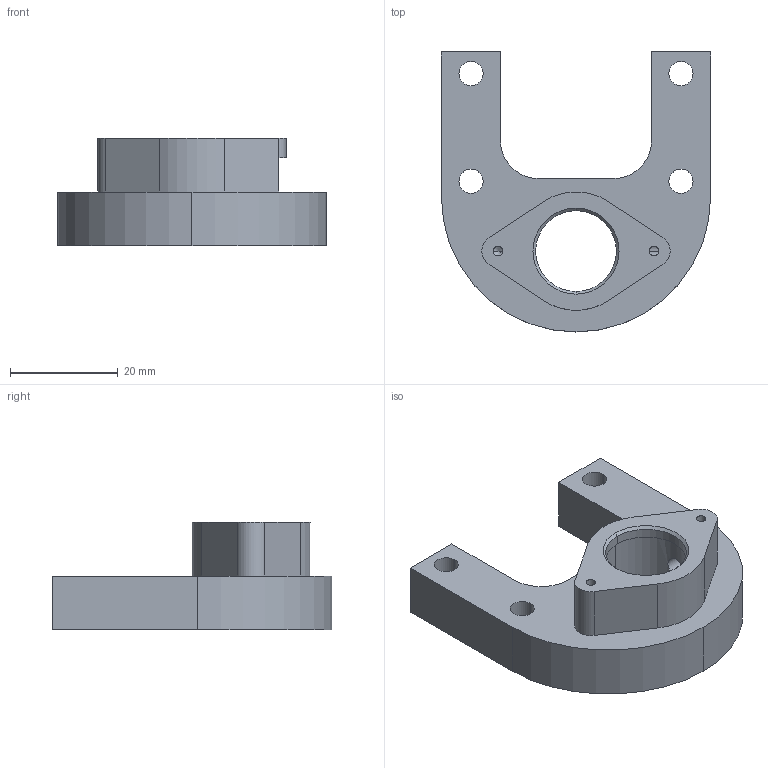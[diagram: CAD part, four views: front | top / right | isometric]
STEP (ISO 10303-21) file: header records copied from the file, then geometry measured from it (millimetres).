
FILE_DESCRIPTION (( 'STEP AP203' ), '1' );
FILE_NAME ('LAS-02-0002.step', '2020-09-30T00:21:45', ( '' ), ( '' ), 'SwSTEP 2.0', 'SolidWorks 2020', '' );
FILE_SCHEMA (( 'CONFIG_CONTROL_DESIGN' ));
Length unit declared in the file: millimetre
Products named in the file (1): LAS-02-0002
Bounding box: 50 x 52 x 20 mm (x, y, z)
Volume: 15775.9 mm3; surface area: 7929.4 mm2
Topology: 1 solids, 1 shells, 67 faces, 171 edges, 104 vertices
Faces by surface type: cylinder 34, plane 22, cone 11
Entity records: 2163 total; most frequent: CARTESIAN_POINT 424, DIRECTION 364, ORIENTED_EDGE 328, EDGE_CURVE 164, AXIS2_PLACEMENT_3D 136, VERTEX_POINT 104, LINE 92, VECTOR 92
